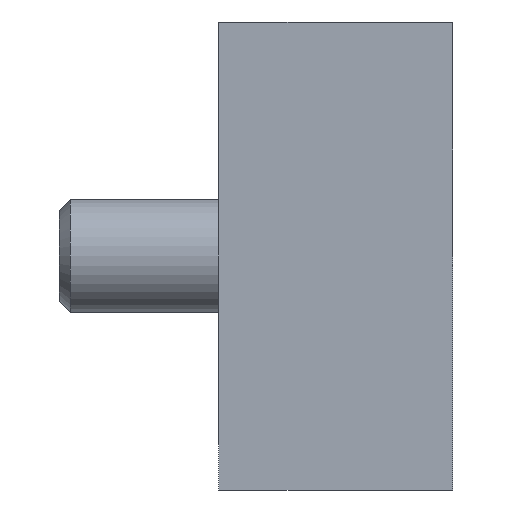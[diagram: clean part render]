
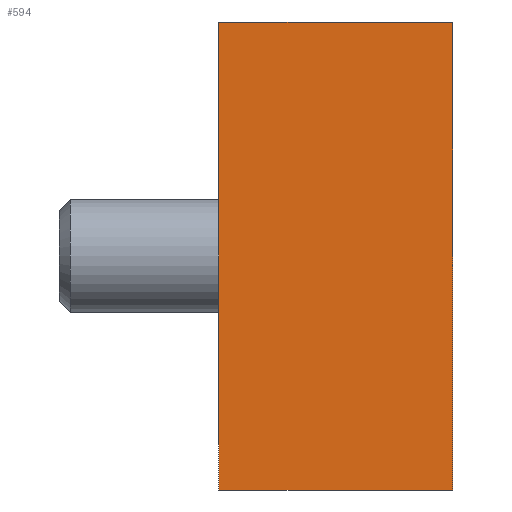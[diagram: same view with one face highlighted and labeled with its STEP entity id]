
A CAD part, front view. The second image highlights one B-rep face of the part: STEP entity #594.
In plain terms, the highlighted face is planar.
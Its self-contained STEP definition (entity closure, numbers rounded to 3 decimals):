
#40=PLANE('',#667);
#65=LINE('',#928,#111);
#76=LINE('',#954,#122);
#79=LINE('',#960,#125);
#81=LINE('',#964,#127);
#111=VECTOR('',#743,1000.);
#122=VECTOR('',#764,1000.);
#125=VECTOR('',#771,1000.);
#127=VECTOR('',#775,1000.);
#191=ORIENTED_EDGE('',*,*,#310,.T.);
#192=ORIENTED_EDGE('',*,*,#324,.F.);
#193=ORIENTED_EDGE('',*,*,#329,.F.);
#194=ORIENTED_EDGE('',*,*,#327,.T.);
#310=EDGE_CURVE('',#384,#382,#65,.T.);
#324=EDGE_CURVE('',#393,#382,#76,.T.);
#327=EDGE_CURVE('',#395,#384,#79,.T.);
#329=EDGE_CURVE('',#395,#393,#81,.T.);
#382=VERTEX_POINT('',#926);
#384=VERTEX_POINT('',#929);
#393=VERTEX_POINT('',#953);
#395=VERTEX_POINT('',#961);
#463=EDGE_LOOP('',(#191,#192,#193,#194));
#525=FACE_BOUND('',#463,.T.);
#594=ADVANCED_FACE('',(#525),#40,.F.);
#667=AXIS2_PLACEMENT_3D('',#963,#773,#774);
#743=DIRECTION('',(-1.,0.,0.));
#764=DIRECTION('',(0.,0.,-1.));
#771=DIRECTION('',(0.,0.,-1.));
#773=DIRECTION('',(0.,-1.,0.));
#774=DIRECTION('',(0.,0.,-1.));
#775=DIRECTION('',(-1.,0.,0.));
#926=CARTESIAN_POINT('',(-10.,56.,0.));
#928=CARTESIAN_POINT('',(10.,56.,0.));
#929=CARTESIAN_POINT('',(10.,56.,0.));
#953=CARTESIAN_POINT('',(-10.,56.,10.));
#954=CARTESIAN_POINT('',(-10.,56.,10.));
#960=CARTESIAN_POINT('',(10.,56.,10.));
#961=CARTESIAN_POINT('',(10.,56.,10.));
#963=CARTESIAN_POINT('',(10.,56.,10.));
#964=CARTESIAN_POINT('',(10.,56.,10.));
